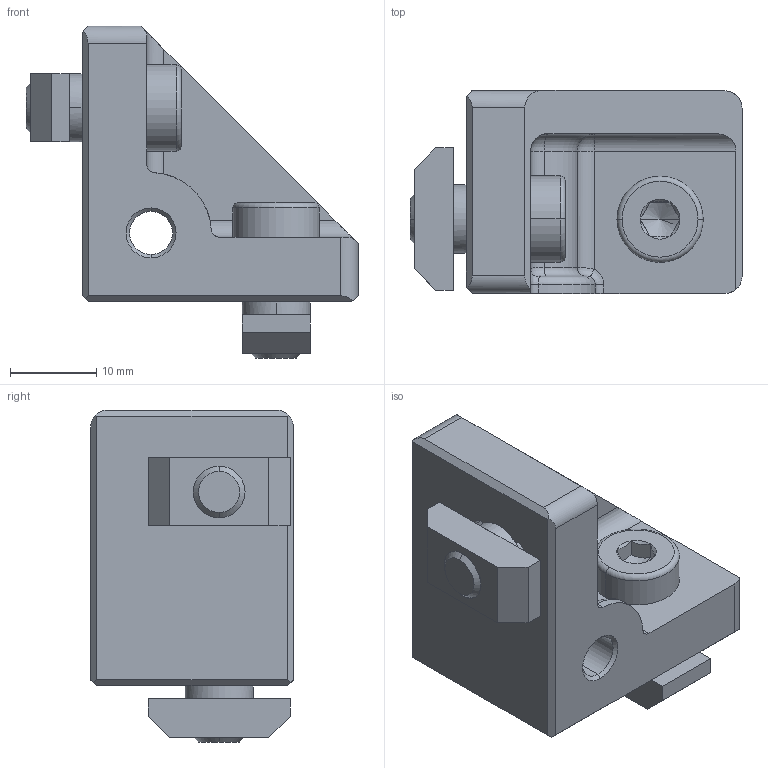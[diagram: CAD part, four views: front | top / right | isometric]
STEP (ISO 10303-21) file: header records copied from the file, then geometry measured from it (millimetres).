
FILE_DESCRIPTION (( 'STEP AP203' ), '1' );
FILE_NAME ('3_842_536_671_Bosch.step', '2024-06-04T13:02:38', ( '' ), ( '' ), 'SwSTEP 2.0', 'SolidWorks 2014', '' );
FILE_SCHEMA (( 'CONFIG_CONTROL_DESIGN' ));
Length unit declared in the file: millimetre
Products named in the file (1): 3_842_536_671_Bosch
Bounding box: 38.5 x 23.5 x 38.5 mm (x, y, z)
Volume: 12858.6 mm3; surface area: 6297.6 mm2
Topology: 1 solids, 1 shells, 138 faces, 344 edges, 206 vertices
Faces by surface type: plane 63, cylinder 38, cone 24, torus 7, bspline 4, sphere 2
Entity records: 7001 total; most frequent: CARTESIAN_POINT 3731, ORIENTED_EDGE 676, DIRECTION 668, EDGE_CURVE 338, AXIS2_PLACEMENT_3D 247, VERTEX_POINT 206, LINE 174, VECTOR 174
